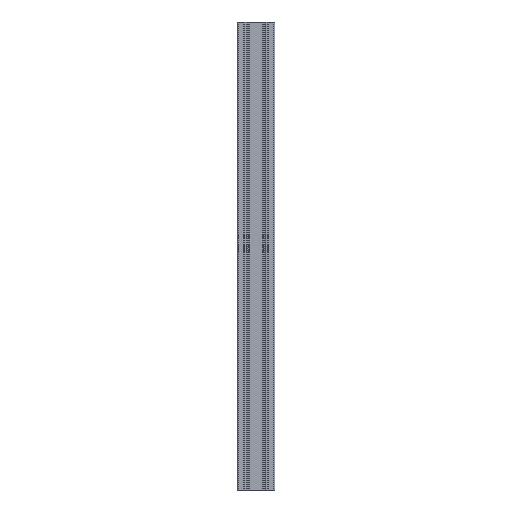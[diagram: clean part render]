
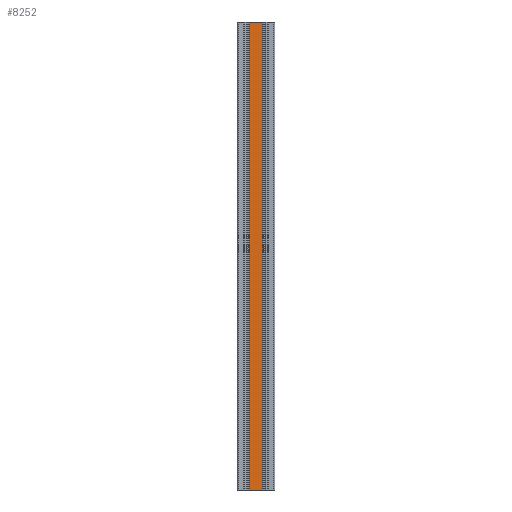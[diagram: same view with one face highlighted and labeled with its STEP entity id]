
A CAD part, left-side view. The second image highlights one B-rep face of the part: STEP entity #8252.
In plain terms, the highlighted planar face has unit normal (-1, 0, 0).
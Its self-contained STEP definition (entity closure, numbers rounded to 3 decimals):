
#86 = CARTESIAN_POINT ( 'NONE',  ( -20., 33.9, -1000. ) ) ;
#799 = CARTESIAN_POINT ( 'NONE',  ( -20., 6.1, -1000. ) ) ;
#1085 = VERTEX_POINT ( 'NONE', #7910 ) ;
#1107 = ORIENTED_EDGE ( 'NONE', *, *, #5840, .T. ) ;
#2259 = ORIENTED_EDGE ( 'NONE', *, *, #11328, .F. ) ;
#3105 = LINE ( 'NONE', #11390, #15451 ) ;
#3363 = FACE_OUTER_BOUND ( 'NONE', #5726, .T. ) ;
#3692 = CARTESIAN_POINT ( 'NONE',  ( -20., 0., 0. ) ) ;
#3868 = VECTOR ( 'NONE', #10455, 1000. ) ;
#4247 = LINE ( 'NONE', #12864, #3868 ) ;
#4313 = DIRECTION ( 'NONE',  ( 0., 0., 1. ) ) ;
#4905 = DIRECTION ( 'NONE',  ( 0., -1., 0. ) ) ;
#5329 = EDGE_CURVE ( 'NONE', #12667, #1085, #4247, .T. ) ;
#5441 = VECTOR ( 'NONE', #4905, 1000. ) ;
#5726 = EDGE_LOOP ( 'NONE', ( #2259, #13733, #6156, #1107 ) ) ;
#5840 = EDGE_CURVE ( 'NONE', #14939, #8443, #3105, .T. ) ;
#6156 = ORIENTED_EDGE ( 'NONE', *, *, #14877, .T. ) ;
#6687 = DIRECTION ( 'NONE',  ( 0., 0., 1. ) ) ;
#7873 = LINE ( 'NONE', #10212, #13871 ) ;
#7910 = CARTESIAN_POINT ( 'NONE',  ( -20., 33.9, 0. ) ) ;
#8252 = ADVANCED_FACE ( 'NONE', ( #3363 ), #12643, .T. ) ;
#8443 = VERTEX_POINT ( 'NONE', #10902 ) ;
#8630 = AXIS2_PLACEMENT_3D ( 'NONE', #10235, #11478, #4313 ) ;
#10212 = CARTESIAN_POINT ( 'NONE',  ( -20., 0., -1000. ) ) ;
#10235 = CARTESIAN_POINT ( 'NONE',  ( -20., 0., -1000. ) ) ;
#10455 = DIRECTION ( 'NONE',  ( 0., 0., 1. ) ) ;
#10902 = CARTESIAN_POINT ( 'NONE',  ( -20., 6.1, 0. ) ) ;
#11328 = EDGE_CURVE ( 'NONE', #1085, #8443, #15003, .T. ) ;
#11390 = CARTESIAN_POINT ( 'NONE',  ( -20., 6.1, -1000. ) ) ;
#11411 = DIRECTION ( 'NONE',  ( 0., -1., 0. ) ) ;
#11478 = DIRECTION ( 'NONE',  ( -1., 0., 0. ) ) ;
#12643 = PLANE ( 'NONE',  #8630 ) ;
#12667 = VERTEX_POINT ( 'NONE', #86 ) ;
#12864 = CARTESIAN_POINT ( 'NONE',  ( -20., 33.9, -1000. ) ) ;
#13733 = ORIENTED_EDGE ( 'NONE', *, *, #5329, .F. ) ;
#13871 = VECTOR ( 'NONE', #11411, 1000. ) ;
#14877 = EDGE_CURVE ( 'NONE', #12667, #14939, #7873, .T. ) ;
#14939 = VERTEX_POINT ( 'NONE', #799 ) ;
#15003 = LINE ( 'NONE', #3692, #5441 ) ;
#15451 = VECTOR ( 'NONE', #6687, 1000. ) ;
